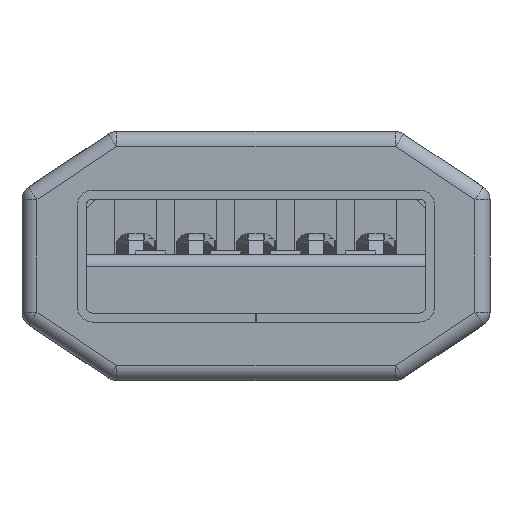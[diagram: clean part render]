
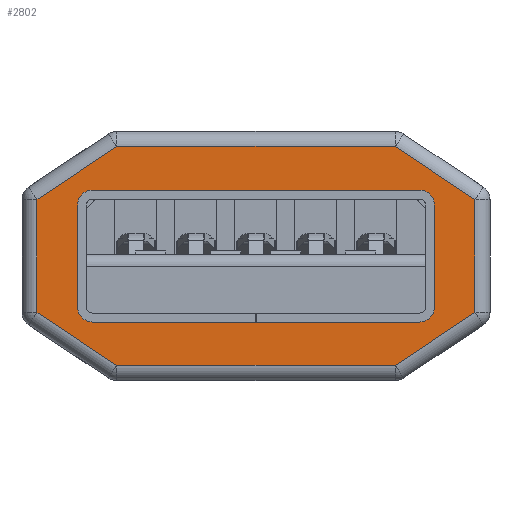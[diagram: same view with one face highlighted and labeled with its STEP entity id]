
A CAD part, front view. The second image highlights one B-rep face of the part: STEP entity #2802.
In plain terms, the highlighted planar face has unit normal (0, -1, 0).
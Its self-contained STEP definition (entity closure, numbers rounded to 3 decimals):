
#2802 = ADVANCED_FACE( '', ( #6027 ), #6028, .T. );
#6027 = FACE_OUTER_BOUND( '', #16050, .T. );
#6028 = PLANE( '', #16051 );
#16050 = EDGE_LOOP( '', ( #27322, #27323, #27324, #27325, #27326, #27327, #27328, #27329 ) );
#16051 = AXIS2_PLACEMENT_3D( '', #27330, #27331, #27332 );
#27322 = ORIENTED_EDGE( '', *, *, #33111, .T. );
#27323 = ORIENTED_EDGE( '', *, *, #33575, .T. );
#27324 = ORIENTED_EDGE( '', *, *, #35480, .T. );
#27325 = ORIENTED_EDGE( '', *, *, #35481, .T. );
#27326 = ORIENTED_EDGE( '', *, *, #34669, .T. );
#27327 = ORIENTED_EDGE( '', *, *, #35482, .T. );
#27328 = ORIENTED_EDGE( '', *, *, #35483, .T. );
#27329 = ORIENTED_EDGE( '', *, *, #35484, .T. );
#27330 = CARTESIAN_POINT( '', ( 7.8, -10.1, 4.15 ) );
#27331 = DIRECTION( '', ( 0., -1., 0. ) );
#27332 = DIRECTION( '', ( 0., 0., -1. ) );
#33111 = EDGE_CURVE( '', #38169, #38174, #38176, .F. );
#33575 = EDGE_CURVE( '', #38174, #38930, #38932, .F. );
#34669 = EDGE_CURVE( '', #36642, #37359, #40646, .T. );
#35480 = EDGE_CURVE( '', #38930, #41714, #41715, .T. );
#35481 = EDGE_CURVE( '', #41714, #36642, #41716, .T. );
#35482 = EDGE_CURVE( '', #37359, #38960, #41717, .T. );
#35483 = EDGE_CURVE( '', #38960, #41718, #41719, .F. );
#35484 = EDGE_CURVE( '', #41718, #38169, #41720, .F. );
#36642 = VERTEX_POINT( '', #43033 );
#37359 = VERTEX_POINT( '', #44309 );
#38169 = VERTEX_POINT( '', #45968 );
#38174 = VERTEX_POINT( '', #45974 );
#38176 = LINE( '', #45976, #45977 );
#38930 = VERTEX_POINT( '', #47457 );
#38932 = LINE( '', #47459, #47460 );
#38960 = VERTEX_POINT( '', #47499 );
#40646 = LINE( '', #51184, #51185 );
#41714 = VERTEX_POINT( '', #53752 );
#41715 = LINE( '', #53753, #53754 );
#41716 = LINE( '', #53755, #53756 );
#41717 = LINE( '', #53757, #53758 );
#41718 = VERTEX_POINT( '', #53759 );
#41719 = LINE( '', #53760, #53761 );
#41720 = LINE( '', #53762, #53763 );
#43033 = CARTESIAN_POINT( '', ( -4.649, -10.1, 3.65 ) );
#44309 = CARTESIAN_POINT( '', ( -7.3, -10.1, 1.882 ) );
#45968 = CARTESIAN_POINT( '', ( 4.649, -10.1, -3.65 ) );
#45974 = CARTESIAN_POINT( '', ( 7.3, -10.1, -1.882 ) );
#45976 = CARTESIAN_POINT( '', ( 10.43, -10.1, 0.204 ) );
#45977 = VECTOR( '', #57152, 1000. );
#47457 = CARTESIAN_POINT( '', ( 7.3, -10.1, 1.882 ) );
#47459 = CARTESIAN_POINT( '', ( 7.3, -10.1, 4.15 ) );
#47460 = VECTOR( '', #57669, 1000. );
#47499 = CARTESIAN_POINT( '', ( -7.3, -10.1, -1.882 ) );
#51184 = CARTESIAN_POINT( '', ( 4.2, -10.1, 9.549 ) );
#51185 = VECTOR( '', #58879, 1000. );
#53752 = CARTESIAN_POINT( '', ( 4.649, -10.1, 3.65 ) );
#53753 = CARTESIAN_POINT( '', ( 6.6, -10.1, 2.349 ) );
#53754 = VECTOR( '', #59690, 1000. );
#53755 = CARTESIAN_POINT( '', ( -4.8, -10.1, 3.65 ) );
#53756 = VECTOR( '', #59691, 1000. );
#53757 = CARTESIAN_POINT( '', ( -7.3, -10.1, 4.15 ) );
#53758 = VECTOR( '', #59692, 1000. );
#53759 = CARTESIAN_POINT( '', ( -4.649, -10.1, -3.65 ) );
#53760 = CARTESIAN_POINT( '', ( 0.37, -10.1, -6.996 ) );
#53761 = VECTOR( '', #59693, 1000. );
#53762 = CARTESIAN_POINT( '', ( 7.8, -10.1, -3.65 ) );
#53763 = VECTOR( '', #59694, 1000. );
#57152 = DIRECTION( '', ( -0.832, 0., -0.555 ) );
#57669 = DIRECTION( '', ( 0., 0., -1. ) );
#58879 = DIRECTION( '', ( -0.832, 0., -0.555 ) );
#59690 = DIRECTION( '', ( -0.832, 0., 0.555 ) );
#59691 = DIRECTION( '', ( -1., 0., 0. ) );
#59692 = DIRECTION( '', ( 0., 0., -1. ) );
#59693 = DIRECTION( '', ( -0.832, 0., 0.555 ) );
#59694 = DIRECTION( '', ( -1., 0., 0. ) );
